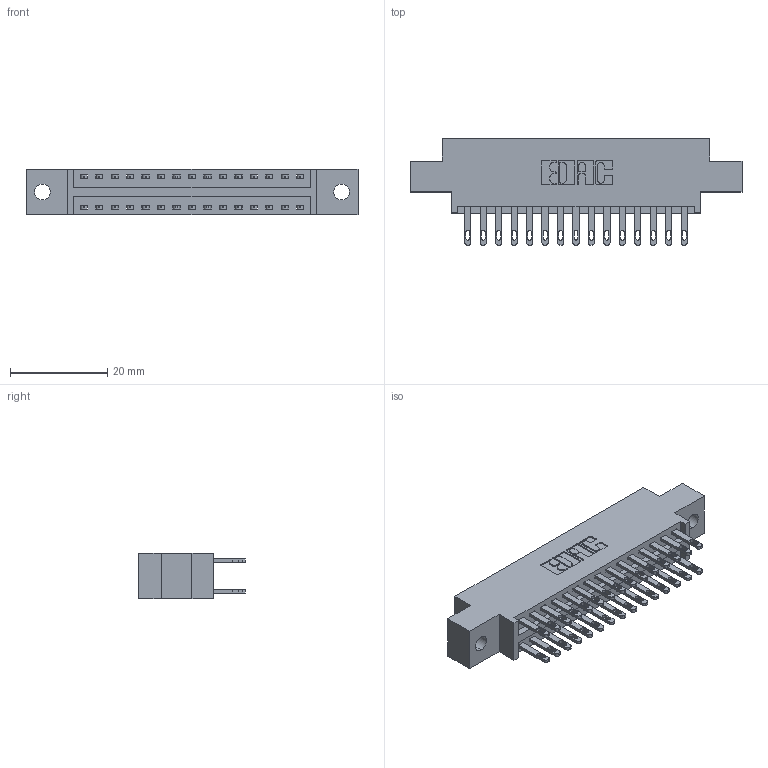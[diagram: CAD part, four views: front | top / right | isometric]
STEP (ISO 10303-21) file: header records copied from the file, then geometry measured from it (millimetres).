
FILE_DESCRIPTION (( 'STEP AP203' ), '1' );
FILE_NAME ('346-030-500-802.STEP', '2022-05-19T15:54:57', ( '' ), ( '' ), 'SwSTEP 2.0', 'SolidWorks 2020', '' );
FILE_SCHEMA (( 'CONFIG_CONTROL_DESIGN' ));
Length unit declared in the file: inch
Products named in the file (3): 346-030-500-802; 346 Part_0.170 Offset - 0.128 Dia; 345-292-001_345-293-100
Assembly tree (31 placements, depth 2):
  346-030-500-802
    346 Part_0.170 Offset - 0.128 Dia
    345-292-001_345-293-100  x30
Bounding box: 68.2 x 21.84 x 9.4 mm (x, y, z)
Volume: 6340.9 mm3; surface area: 8516 mm2
Topology: 31 solids, 31 shells, 1566 faces, 4751 edges, 3166 vertices
Faces by surface type: plane 950, cylinder 616
Entity records: 13489 total; most frequent: CARTESIAN_POINT 2260, ORIENTED_EDGE 2194, DIRECTION 2045, EDGE_CURVE 1097, LINE 901, VECTOR 901, VERTEX_POINT 730, AXIS2_PLACEMENT_3D 572
